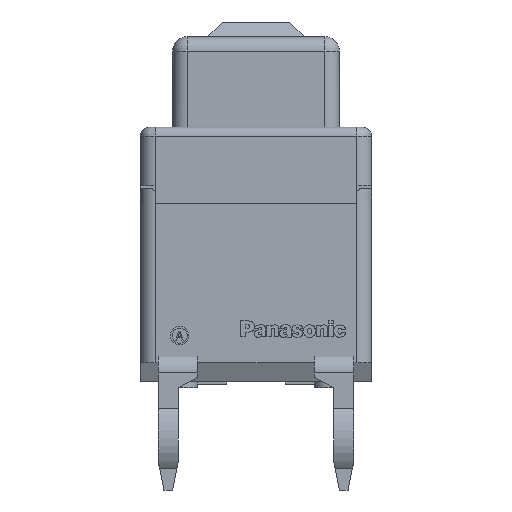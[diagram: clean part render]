
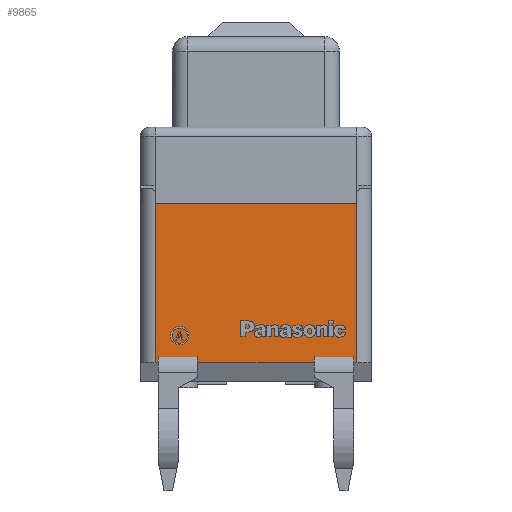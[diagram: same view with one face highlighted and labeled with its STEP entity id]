
A CAD part, left-side view. The second image highlights one B-rep face of the part: STEP entity #9865.
In plain terms, the highlighted planar face has unit normal (-1, 0, 0).
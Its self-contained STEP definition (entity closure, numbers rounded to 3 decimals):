
#798=FACE_OUTER_BOUND('',#1365,.T.);
#1365=EDGE_LOOP('',(#6778,#6779,#6780,#6781,#6782,#6783,#6784,#6785,#6786,
#6787,#6788,#6789));
#1904=LINE('',#13328,#2973);
#1913=LINE('',#13348,#2982);
#1915=LINE('',#13352,#2984);
#1991=LINE('',#13541,#3060);
#2000=LINE('',#13561,#3069);
#2046=LINE('',#13675,#3115);
#2047=LINE('',#13677,#3116);
#2048=LINE('',#13679,#3117);
#2049=LINE('',#13680,#3118);
#2050=LINE('',#13682,#3119);
#2051=LINE('',#13684,#3120);
#2052=LINE('',#13685,#3121);
#2973=VECTOR('',#11021,4.);
#2982=VECTOR('',#11036,0.01);
#2984=VECTOR('',#11040,1.35);
#3060=VECTOR('',#11188,6.9);
#3069=VECTOR('',#11207,5.45);
#3115=VECTOR('',#11319,0.01);
#3116=VECTOR('',#11320,1.35);
#3117=VECTOR('',#11321,0.01);
#3118=VECTOR('',#11322,0.1);
#3119=VECTOR('',#11323,5.45);
#3120=VECTOR('',#11324,0.1);
#3121=VECTOR('',#11325,0.01);
#4040=VERTEX_POINT('',#13322);
#4042=VERTEX_POINT('',#13326);
#4050=VERTEX_POINT('',#13347);
#4051=VERTEX_POINT('',#13351);
#4127=VERTEX_POINT('',#13538);
#4128=VERTEX_POINT('',#13540);
#4134=VERTEX_POINT('',#13560);
#4169=VERTEX_POINT('',#13674);
#4170=VERTEX_POINT('',#13676);
#4171=VERTEX_POINT('',#13678);
#4172=VERTEX_POINT('',#13681);
#4173=VERTEX_POINT('',#13683);
#5016=EDGE_CURVE('',#4040,#4042,#1904,.T.);
#5025=EDGE_CURVE('',#4050,#4040,#1913,.T.);
#5027=EDGE_CURVE('',#4050,#4051,#1915,.T.);
#5120=EDGE_CURVE('',#4127,#4128,#1991,.T.);
#5133=EDGE_CURVE('',#4128,#4134,#2000,.T.);
#5190=EDGE_CURVE('',#4169,#4042,#2046,.T.);
#5191=EDGE_CURVE('',#4169,#4170,#2047,.T.);
#5192=EDGE_CURVE('',#4170,#4171,#2048,.T.);
#5193=EDGE_CURVE('',#4171,#4134,#2049,.T.);
#5194=EDGE_CURVE('',#4127,#4172,#2050,.T.);
#5195=EDGE_CURVE('',#4172,#4173,#2051,.T.);
#5196=EDGE_CURVE('',#4051,#4173,#2052,.T.);
#6778=ORIENTED_EDGE('',*,*,#5027,.F.);
#6779=ORIENTED_EDGE('',*,*,#5025,.T.);
#6780=ORIENTED_EDGE('',*,*,#5016,.T.);
#6781=ORIENTED_EDGE('',*,*,#5190,.F.);
#6782=ORIENTED_EDGE('',*,*,#5191,.T.);
#6783=ORIENTED_EDGE('',*,*,#5192,.T.);
#6784=ORIENTED_EDGE('',*,*,#5193,.T.);
#6785=ORIENTED_EDGE('',*,*,#5133,.F.);
#6786=ORIENTED_EDGE('',*,*,#5120,.F.);
#6787=ORIENTED_EDGE('',*,*,#5194,.T.);
#6788=ORIENTED_EDGE('',*,*,#5195,.T.);
#6789=ORIENTED_EDGE('',*,*,#5196,.F.);
#9500=PLANE('',#10475);
#9865=ADVANCED_FACE('',(#798),#9500,.F.);
#10475=AXIS2_PLACEMENT_3D('',#13673,#11317,#11318);
#11021=DIRECTION('',(0.,-1.,0.));
#11036=DIRECTION('',(0.,0.,-1.));
#11040=DIRECTION('',(0.,1.,0.));
#11188=DIRECTION('',(0.,-1.,0.));
#11207=DIRECTION('',(0.,0.,-1.));
#11317=DIRECTION('center_axis',(1.,0.,0.));
#11318=DIRECTION('ref_axis',(0.,1.,0.));
#11319=DIRECTION('',(0.,0.,-1.));
#11320=DIRECTION('',(0.,-1.,0.));
#11321=DIRECTION('',(0.,0.,-1.));
#11322=DIRECTION('',(0.,-1.,0.));
#11323=DIRECTION('',(0.,0.,-1.));
#11324=DIRECTION('',(0.,-1.,0.));
#11325=DIRECTION('',(0.,0.,-1.));
#13322=CARTESIAN_POINT('',(-3.9,2.,0.85));
#13326=CARTESIAN_POINT('',(-3.9,-2.,0.85));
#13328=CARTESIAN_POINT('',(-3.9,3.95,0.85));
#13347=CARTESIAN_POINT('',(-3.9,2.,0.86));
#13348=CARTESIAN_POINT('',(-3.9,2.,0.86));
#13351=CARTESIAN_POINT('',(-3.9,3.35,0.86));
#13352=CARTESIAN_POINT('',(-3.9,3.35,0.86));
#13538=CARTESIAN_POINT('',(-3.9,3.45,6.3));
#13540=CARTESIAN_POINT('',(-3.9,-3.45,6.3));
#13541=CARTESIAN_POINT('',(-3.9,3.95,6.3));
#13560=CARTESIAN_POINT('',(-3.9,-3.45,0.85));
#13561=CARTESIAN_POINT('',(-3.9,-3.45,6.3));
#13673=CARTESIAN_POINT('Origin',(-3.9,3.95,6.3));
#13674=CARTESIAN_POINT('',(-3.9,-2.,0.86));
#13675=CARTESIAN_POINT('',(-3.9,-2.,0.86));
#13676=CARTESIAN_POINT('',(-3.9,-3.35,0.86));
#13677=CARTESIAN_POINT('',(-3.9,-2.,0.86));
#13678=CARTESIAN_POINT('',(-3.9,-3.35,0.85));
#13679=CARTESIAN_POINT('',(-3.9,-3.35,0.86));
#13680=CARTESIAN_POINT('',(-3.9,3.95,0.85));
#13681=CARTESIAN_POINT('',(-3.9,3.45,0.85));
#13682=CARTESIAN_POINT('',(-3.9,3.45,6.3));
#13683=CARTESIAN_POINT('',(-3.9,3.35,0.85));
#13684=CARTESIAN_POINT('',(-3.9,3.95,0.85));
#13685=CARTESIAN_POINT('',(-3.9,3.35,0.86));
